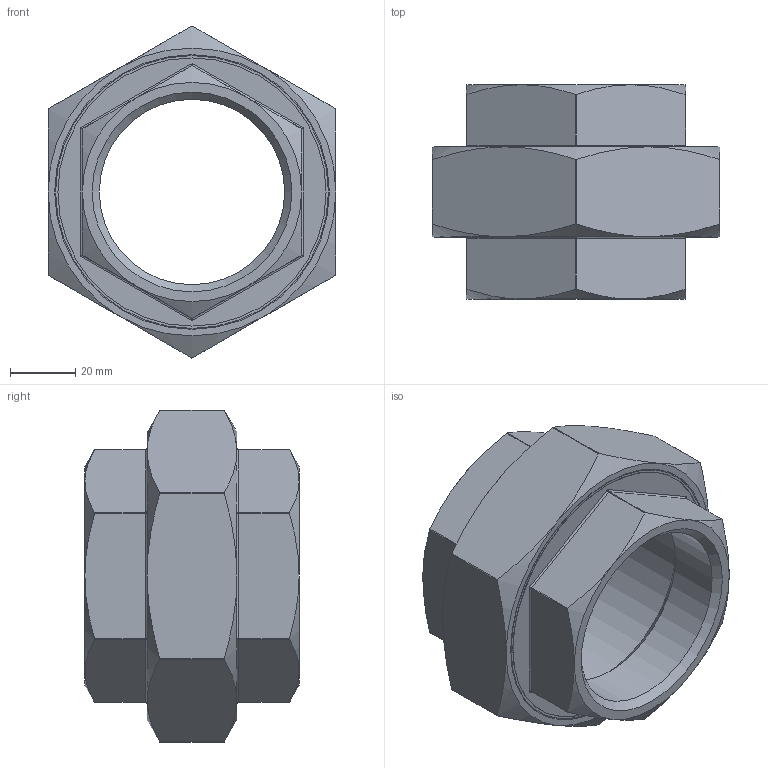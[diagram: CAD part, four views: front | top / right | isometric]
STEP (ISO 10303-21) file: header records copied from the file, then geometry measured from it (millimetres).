
FILE_DESCRIPTION(/* description */ (''),/* implementation_level */ '2;1');
FILE_NAME(/* name */ 'KI-311-050 Aschl.stp',/* time_stamp */ '2016-06-01T16:37:17+02:00',/* author */ ('hochmair'),/* organization */ (''),/* preprocessor_version */ 'ST-DEVELOPER v15.6',/* originating_system */ 'Autodesk Inventor 2015',/* authorisation */ '');
FILE_SCHEMA (('AUTOMOTIVE_DESIGN { 1 0 10303 214 3 1 1 }'));
Length unit declared in the file: millimetre
Products named in the file (1): TB32385135
Bounding box: 88 x 65.5 x 101.52 mm (x, y, z)
Volume: 150590.6 mm3; surface area: 36969.8 mm2
Topology: 1 solids, 1 shells, 104 faces, 249 edges, 141 vertices
Faces by surface type: cylinder 36, cone 30, plane 26, bspline 12
Full cylindrical faces by diameter (mm): 56.656 x2, 62 x1, 82 x1, 83.4 x1, 84 x1
Entity records: 3173 total; most frequent: CARTESIAN_POINT 1059, ORIENTED_EDGE 438, DIRECTION 420, EDGE_CURVE 219, AXIS2_PLACEMENT_3D 180, VERTEX_POINT 135, EDGE_LOOP 124, FACE_OUTER_BOUND 104
